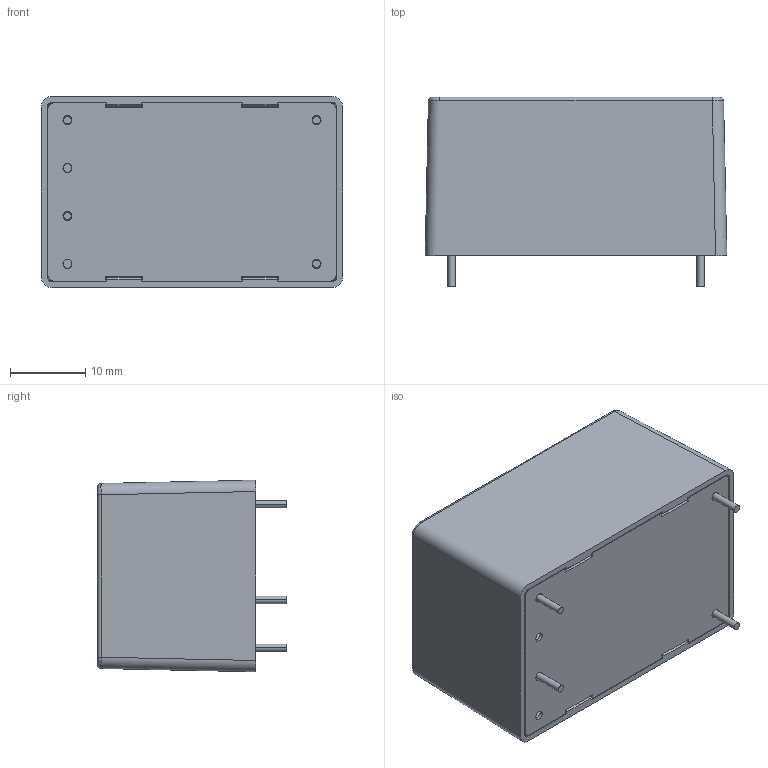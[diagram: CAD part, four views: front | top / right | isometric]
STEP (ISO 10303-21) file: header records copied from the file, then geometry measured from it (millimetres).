
FILE_DESCRIPTION (( 'STEP AP214' ), '1' );
FILE_NAME ('CUI_PSK-10D-5.step', '2021-02-22T14:56:55', ( '' ), ( '' ), 'SwSTEP 2.0', 'SolidWorks 2021', '' );
FILE_SCHEMA (( 'AUTOMOTIVE_DESIGN' ));
Length unit declared in the file: millimetre
Products named in the file (1): CUI_PSK-10D-5
Bounding box: 40 x 25.1 x 25.4 mm (x, y, z)
Volume: 3538 mm3; surface area: 9375 mm2
Topology: 6 solids, 6 shells, 254 faces, 646 edges, 422 vertices
Faces by surface type: plane 147, cylinder 74, bspline 16, cone 12, torus 5
Entity records: 13285 total; most frequent: CARTESIAN_POINT 4325, ORIENTED_EDGE 1292, DIRECTION 1228, EDGE_CURVE 646, VECTOR 442, LINE 442, VERTEX_POINT 422, AXIS2_PLACEMENT_3D 393
